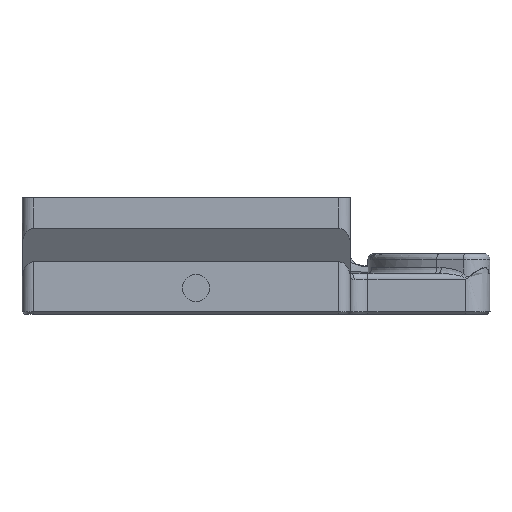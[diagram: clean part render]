
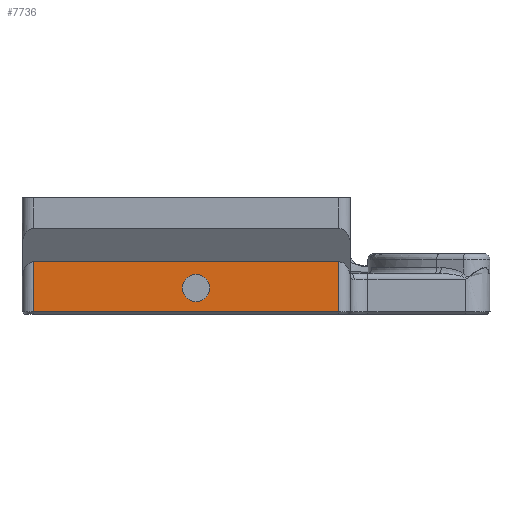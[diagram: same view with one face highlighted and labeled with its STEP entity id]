
A CAD part, front view. The second image highlights one B-rep face of the part: STEP entity #7736.
In plain terms, the highlighted planar face has unit normal (0, -1, 0).
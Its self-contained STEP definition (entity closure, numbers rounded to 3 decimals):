
#263 = AXIS2_PLACEMENT_3D ( 'NONE', #6227, #12641, #10509 ) ;
#299 = DIRECTION ( 'NONE',  ( 1., 0., 0. ) ) ;
#416 = DIRECTION ( 'NONE',  ( 0., -1., 0. ) ) ;
#429 = VERTEX_POINT ( 'NONE', #7296 ) ;
#614 = EDGE_LOOP ( 'NONE', ( #7851, #682 ) ) ;
#625 = DIRECTION ( 'NONE',  ( 0., 0., 1. ) ) ;
#682 = ORIENTED_EDGE ( 'NONE', *, *, #2090, .F. ) ;
#696 = ORIENTED_EDGE ( 'NONE', *, *, #11648, .T. ) ;
#933 = VECTOR ( 'NONE', #625, 1000. ) ;
#1303 = FACE_BOUND ( 'NONE', #614, .T. ) ;
#1625 = DIRECTION ( 'NONE',  ( 0., -1., 0. ) ) ;
#1672 = ORIENTED_EDGE ( 'NONE', *, *, #4324, .F. ) ;
#1775 = VERTEX_POINT ( 'NONE', #7773 ) ;
#1860 = DIRECTION ( 'NONE',  ( 1., 0., 0. ) ) ;
#2042 = VERTEX_POINT ( 'NONE', #10771 ) ;
#2090 = EDGE_CURVE ( 'NONE', #11680, #1775, #7312, .T. ) ;
#2412 = LINE ( 'NONE', #3477, #7767 ) ;
#2468 = CARTESIAN_POINT ( 'NONE',  ( -2.6, -57.5, 28.028 ) ) ;
#2608 = EDGE_CURVE ( 'NONE', #4215, #6628, #8812, .T. ) ;
#2778 = VECTOR ( 'NONE', #1860, 1000. ) ;
#2860 = LINE ( 'NONE', #5986, #2778 ) ;
#3072 = CARTESIAN_POINT ( 'NONE',  ( -67.2, -57.5, 23.9 ) ) ;
#3477 = CARTESIAN_POINT ( 'NONE',  ( -6.975, -57.5, 32.5 ) ) ;
#3795 = CARTESIAN_POINT ( 'NONE',  ( -67.2, -57.5, 28.028 ) ) ;
#4215 = VERTEX_POINT ( 'NONE', #3072 ) ;
#4324 = EDGE_CURVE ( 'NONE', #6628, #429, #2412, .T. ) ;
#4335 = CARTESIAN_POINT ( 'NONE',  ( -39.301, -57.5, 30.35 ) ) ;
#4684 = ORIENTED_EDGE ( 'NONE', *, *, #2608, .F. ) ;
#5365 = FACE_OUTER_BOUND ( 'NONE', #11802, .T. ) ;
#5677 = DIRECTION ( 'NONE',  ( 0., 0., -1. ) ) ;
#5943 = CIRCLE ( 'NONE', #263, 2.35 ) ;
#5975 = VECTOR ( 'NONE', #12731, 1000. ) ;
#5986 = CARTESIAN_POINT ( 'NONE',  ( -2.6, -57.5, 23.9 ) ) ;
#6227 = CARTESIAN_POINT ( 'NONE',  ( -39.301, -57.5, 28. ) ) ;
#6242 = CARTESIAN_POINT ( 'NONE',  ( -67.2, -57.5, 32.5 ) ) ;
#6441 = PLANE ( 'NONE',  #7671 ) ;
#6628 = VERTEX_POINT ( 'NONE', #6242 ) ;
#6754 = CARTESIAN_POINT ( 'NONE',  ( -39.301, -57.5, 28. ) ) ;
#7296 = CARTESIAN_POINT ( 'NONE',  ( -14.8, -57.5, 32.5 ) ) ;
#7312 = CIRCLE ( 'NONE', #12633, 2.35 ) ;
#7671 = AXIS2_PLACEMENT_3D ( 'NONE', #2468, #416, #9591 ) ;
#7736 = ADVANCED_FACE ( 'NONE', ( #1303, #5365 ), #6441, .T. ) ;
#7767 = VECTOR ( 'NONE', #299, 1000. ) ;
#7773 = CARTESIAN_POINT ( 'NONE',  ( -39.301, -57.5, 25.65 ) ) ;
#7851 = ORIENTED_EDGE ( 'NONE', *, *, #9603, .F. ) ;
#8664 = CARTESIAN_POINT ( 'NONE',  ( -14.8, -57.5, 32.448 ) ) ;
#8794 = LINE ( 'NONE', #8664, #5975 ) ;
#8812 = LINE ( 'NONE', #3795, #933 ) ;
#9591 = DIRECTION ( 'NONE',  ( 0., 0., -1. ) ) ;
#9603 = EDGE_CURVE ( 'NONE', #1775, #11680, #5943, .T. ) ;
#9745 = EDGE_CURVE ( 'NONE', #429, #2042, #8794, .T. ) ;
#9873 = ORIENTED_EDGE ( 'NONE', *, *, #9745, .F. ) ;
#10509 = DIRECTION ( 'NONE',  ( 0., 0., -1. ) ) ;
#10771 = CARTESIAN_POINT ( 'NONE',  ( -14.8, -57.5, 23.9 ) ) ;
#11648 = EDGE_CURVE ( 'NONE', #4215, #2042, #2860, .T. ) ;
#11680 = VERTEX_POINT ( 'NONE', #4335 ) ;
#11802 = EDGE_LOOP ( 'NONE', ( #4684, #696, #9873, #1672 ) ) ;
#12633 = AXIS2_PLACEMENT_3D ( 'NONE', #6754, #1625, #5677 ) ;
#12641 = DIRECTION ( 'NONE',  ( 0., -1., 0. ) ) ;
#12731 = DIRECTION ( 'NONE',  ( 0., 0., -1. ) ) ;
